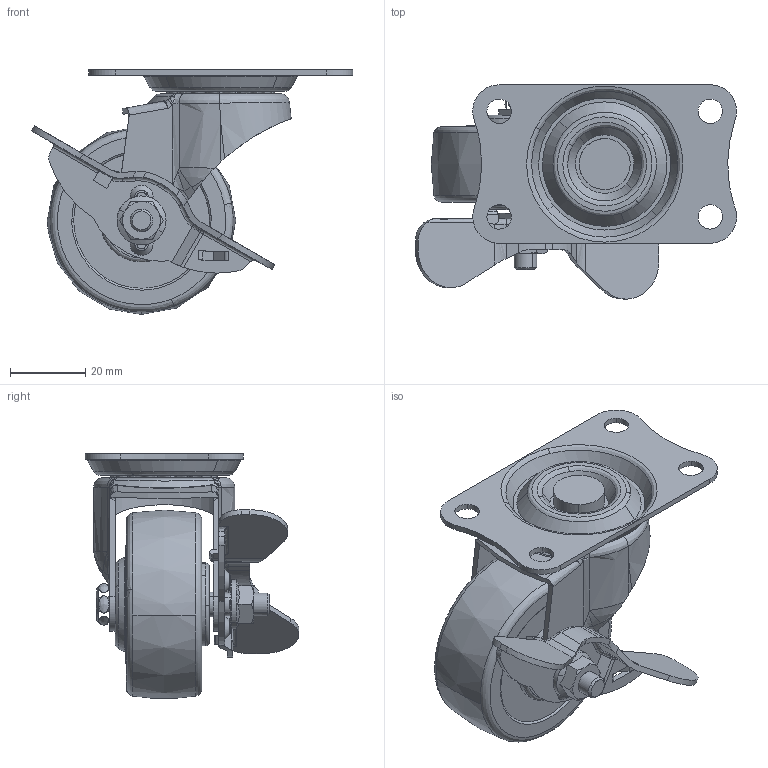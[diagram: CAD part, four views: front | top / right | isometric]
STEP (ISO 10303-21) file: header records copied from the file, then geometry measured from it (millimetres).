
FILE_DESCRIPTION((''),'2;1');
FILE_NAME('','2006-01-18T10:43:21',(''),(''),'','CADfix','');
FILE_SCHEMA(('AUTOMOTIVE_DESIGN'));
Length unit declared in the file: millimetre
Products named in the file (7): wheel; mounting plate; main shaft; lever; body; axle; 315E_R50_10652_36
Assembly tree (6 placements, depth 2):
  315E_R50_10652_36
    wheel
    mounting plate
    main shaft
    lever
    body
    axle
Bounding box: 85.21 x 56.75 x 64.92 mm (x, y, z)
Volume: 55658.8 mm3; surface area: 28522.6 mm2
Topology: 12 solids, 12 shells, 414 faces, 1293 edges, 932 vertices
Faces by surface type: bspline 414
Entity records: 25294 total; most frequent: CARTESIAN_POINT 17556, ORIENTED_EDGE 2562, EDGE_CURVE 1281, B_SPLINE_CURVE_WITH_KNOTS 955, VERTEX_POINT 932, EDGE_LOOP 481, FACE_OUTER_BOUND 414, ADVANCED_FACE 414
